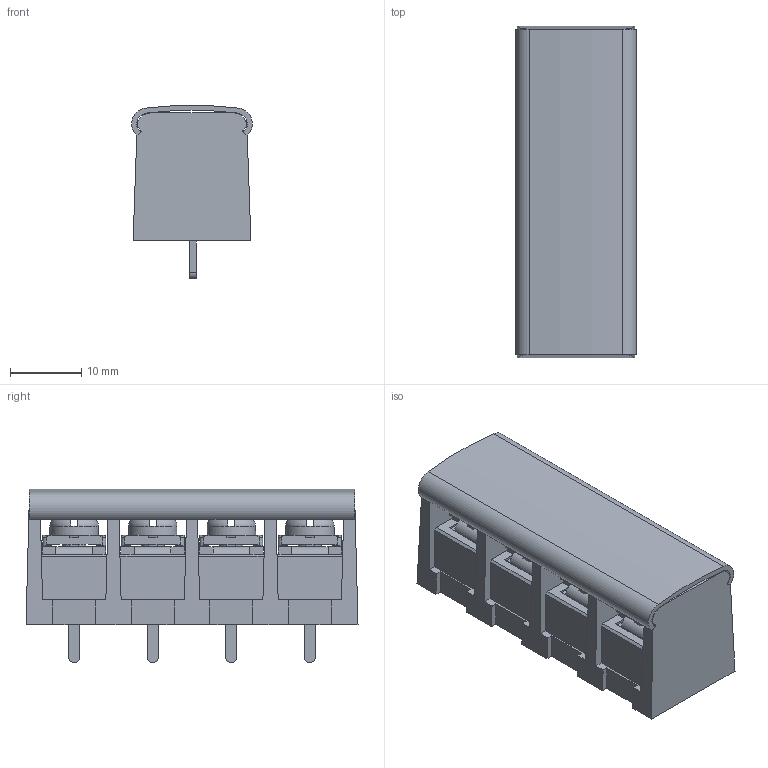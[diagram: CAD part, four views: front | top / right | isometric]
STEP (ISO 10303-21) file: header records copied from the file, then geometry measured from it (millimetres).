
FILE_DESCRIPTION( ( 'Unknown' ), '1' );
FILE_NAME( 'T36-EM1104.stp', 'Unknown', ( 'Unknown' ), ( 'Unknown' ), 'XStep 1.0', 'Unknown', ' ' );
FILE_SCHEMA( ( 'automotive_design' ) );
Length unit declared in the file: millimetre
Products named in the file (1): 1
Bounding box: 16.9 x 46.5 x 24.25 mm (x, y, z)
Volume: 9061.2 mm3; surface area: 7980.7 mm2
Topology: 1 solids, 1 shells, 666 faces, 1898 edges, 1262 vertices
Faces by surface type: plane 504, cylinder 86, torus 40, cone 20, bspline 16
Full cylindrical faces by diameter (mm): 3.2 x8, 6.8 x4
Entity records: 22347 total; most frequent: CARTESIAN_POINT 5455, ORIENTED_EDGE 3724, DIRECTION 3174, EDGE_CURVE 1862, LINE 1372, VECTOR 1372, VERTEX_POINT 1246, AXIS2_PLACEMENT_3D 901
